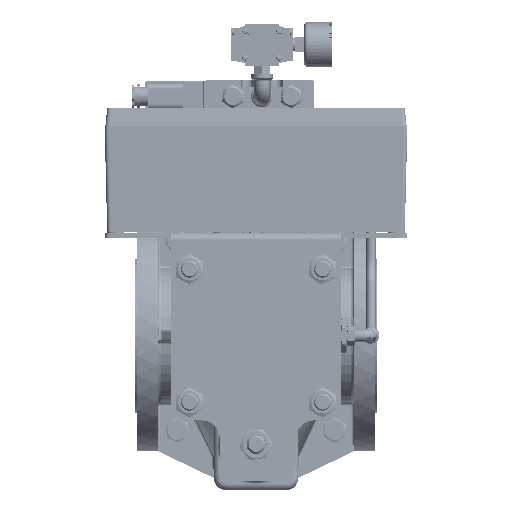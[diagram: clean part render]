
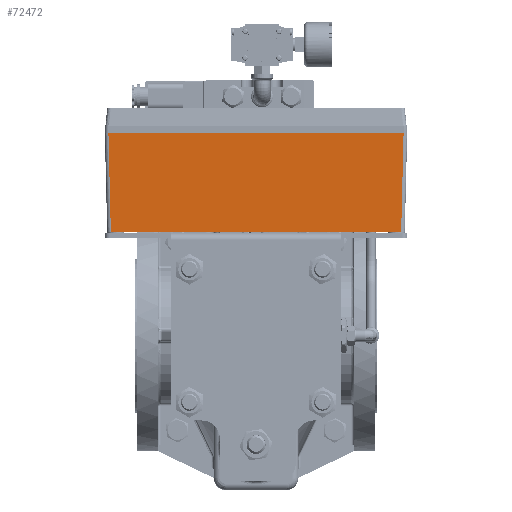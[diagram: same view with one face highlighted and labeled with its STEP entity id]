
A CAD part, front view. The second image highlights one B-rep face of the part: STEP entity #72472.
In plain terms, the highlighted face is planar.
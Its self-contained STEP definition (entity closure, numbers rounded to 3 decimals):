
#65767=CARTESIAN_POINT('',(73.,-116.,0.0));
#65768=VERTEX_POINT('',#65767);
#66000=CARTESIAN_POINT('',(73.0,116.,0.0));
#66001=VERTEX_POINT('',#66000);
#66048=CARTESIAN_POINT('',(73.,-120.001,0.0));
#66049=VERTEX_POINT('',#66048);
#66050=CARTESIAN_POINT('',(73.,-116.0,0.0));
#66051=DIRECTION('',(0.0,-1.0,0.0));
#66052=VECTOR('',#66051,4.001);
#66053=LINE('',#66050,#66052);
#66054=EDGE_CURVE('',#65768,#66049,#66053,.T.);
#66088=CARTESIAN_POINT('',(73.0,120.001,0.0));
#66089=VERTEX_POINT('',#66088);
#66097=CARTESIAN_POINT('',(73.0,120.001,0.0));
#66098=DIRECTION('',(0.0,-1.0,0.0));
#66099=VECTOR('',#66098,4.001);
#66100=LINE('',#66097,#66099);
#66101=EDGE_CURVE('',#66089,#66001,#66100,.T.);
#66190=CARTESIAN_POINT('',(73.0,116.,0.0));
#66191=DIRECTION('',(0.0,-1.0,0.0));
#66192=VECTOR('',#66191,232.0);
#66193=LINE('',#66190,#66192);
#66194=EDGE_CURVE('',#66001,#65768,#66193,.T.);
#72422=CARTESIAN_POINT('',(75.,122.001,82.));
#72423=VERTEX_POINT('',#72422);
#72431=CARTESIAN_POINT('',(75.0,122.001,82.));
#72432=DIRECTION('',(-0.024,-0.024,-0.999));
#72433=VECTOR('',#72432,82.049);
#72434=LINE('',#72431,#72433);
#72435=EDGE_CURVE('',#72423,#66089,#72434,.T.);
#72447=CARTESIAN_POINT('',(73.0,123.0,0.0));
#72448=DIRECTION('',(-1.,0.,0.024));
#72449=DIRECTION('',(0.024,0.0,1.));
#72450=AXIS2_PLACEMENT_3D('',#72447,#72448,#72449);
#72451=PLANE('',#72450);
#72452=ORIENTED_EDGE('',*,*,#72435,.F.);
#72453=CARTESIAN_POINT('',(75.,-122.001,82.));
#72454=VERTEX_POINT('',#72453);
#72455=CARTESIAN_POINT('',(75.,122.001,82.));
#72456=DIRECTION('',(0.0,-1.0,0.0));
#72457=VECTOR('',#72456,244.002);
#72458=LINE('',#72455,#72457);
#72459=EDGE_CURVE('',#72423,#72454,#72458,.T.);
#72460=ORIENTED_EDGE('',*,*,#72459,.T.);
#72461=CARTESIAN_POINT('',(73.,-120.001,0.));
#72462=DIRECTION('',(0.024,-0.024,0.999));
#72463=VECTOR('',#72462,82.049);
#72464=LINE('',#72461,#72463);
#72465=EDGE_CURVE('',#66049,#72454,#72464,.T.);
#72466=ORIENTED_EDGE('',*,*,#72465,.F.);
#72467=ORIENTED_EDGE('',*,*,#66054,.F.);
#72468=ORIENTED_EDGE('',*,*,#66194,.F.);
#72469=ORIENTED_EDGE('',*,*,#66101,.F.);
#72470=EDGE_LOOP('',(#72452,#72460,#72466,#72467,#72468,#72469));
#72471=FACE_OUTER_BOUND('',#72470,.T.);
#72472=ADVANCED_FACE('',(#72471),#72451,.F.);
